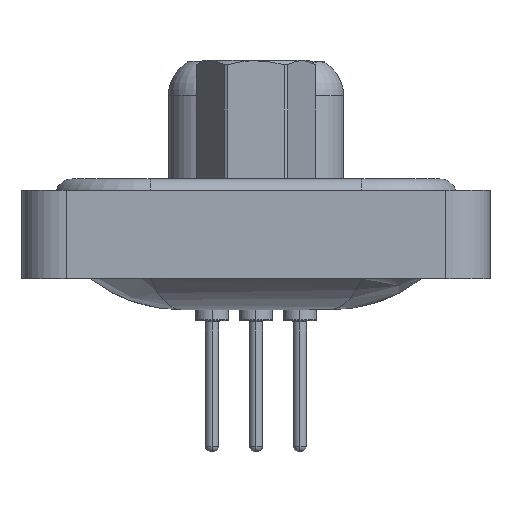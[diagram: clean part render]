
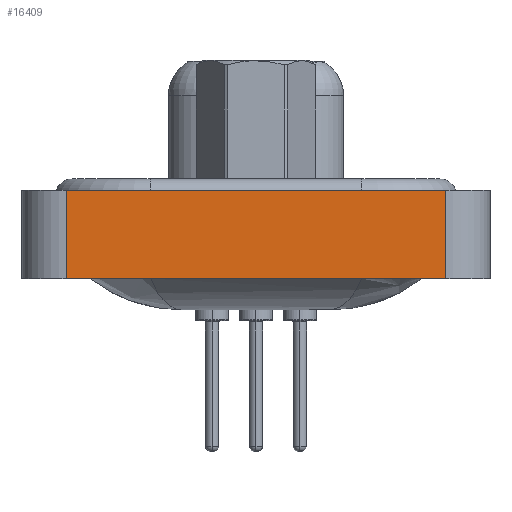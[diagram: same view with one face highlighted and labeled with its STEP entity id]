
A CAD part, left-side view. The second image highlights one B-rep face of the part: STEP entity #16409.
In plain terms, the highlighted planar face has unit normal (-1, 0, 0).
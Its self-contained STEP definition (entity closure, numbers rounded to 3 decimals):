
#194 = LINE ( 'NONE', #15715, #18435 ) ;
#1028 = DIRECTION ( 'NONE',  ( 0., 0., 1. ) ) ;
#1302 = LINE ( 'NONE', #10499, #20293 ) ;
#2072 = LINE ( 'NONE', #16959, #25907 ) ;
#2169 = ORIENTED_EDGE ( 'NONE', *, *, #22068, .T. ) ;
#3367 = EDGE_CURVE ( 'NONE', #11655, #7313, #2072, .T. ) ;
#3872 = AXIS2_PLACEMENT_3D ( 'NONE', #10332, #26969, #12714 ) ;
#7313 = VERTEX_POINT ( 'NONE', #28342 ) ;
#9446 = CARTESIAN_POINT ( 'NONE',  ( -7.285, 8.55, -3.6 ) ) ;
#9918 = ORIENTED_EDGE ( 'NONE', *, *, #3367, .T. ) ;
#10224 = PLANE ( 'NONE',  #3872 ) ;
#10332 = CARTESIAN_POINT ( 'NONE',  ( -7.285, -8.55, -3.6 ) ) ;
#10499 = CARTESIAN_POINT ( 'NONE',  ( -7.285, 8.55, -3.6 ) ) ;
#11300 = EDGE_CURVE ( 'NONE', #11655, #24456, #1302, .T. ) ;
#11655 = VERTEX_POINT ( 'NONE', #9446 ) ;
#12714 = DIRECTION ( 'NONE',  ( 0., 0., 1. ) ) ;
#15715 = CARTESIAN_POINT ( 'NONE',  ( -7.285, -8.55, 0.4 ) ) ;
#16339 = ORIENTED_EDGE ( 'NONE', *, *, #11300, .F. ) ;
#16409 = ADVANCED_FACE ( 'NONE', ( #19706 ), #10224, .T. ) ;
#16959 = CARTESIAN_POINT ( 'NONE',  ( -7.285, -8.55, -3.6 ) ) ;
#17001 = VERTEX_POINT ( 'NONE', #17146 ) ;
#17069 = DIRECTION ( 'NONE',  ( 0., -1., 0. ) ) ;
#17146 = CARTESIAN_POINT ( 'NONE',  ( -7.285, -8.55, 0.4 ) ) ;
#17211 = CARTESIAN_POINT ( 'NONE',  ( -7.285, 8.55, 0.4 ) ) ;
#17405 = LINE ( 'NONE', #23735, #29328 ) ;
#18240 = EDGE_LOOP ( 'NONE', ( #2169, #21275, #16339, #9918 ) ) ;
#18435 = VECTOR ( 'NONE', #22812, 1000. ) ;
#19706 = FACE_OUTER_BOUND ( 'NONE', #18240, .T. ) ;
#20293 = VECTOR ( 'NONE', #1028, 1000. ) ;
#21275 = ORIENTED_EDGE ( 'NONE', *, *, #24089, .F. ) ;
#22068 = EDGE_CURVE ( 'NONE', #7313, #17001, #17405, .T. ) ;
#22812 = DIRECTION ( 'NONE',  ( 0., -1., 0. ) ) ;
#23735 = CARTESIAN_POINT ( 'NONE',  ( -7.285, -8.55, -3.6 ) ) ;
#24089 = EDGE_CURVE ( 'NONE', #24456, #17001, #194, .T. ) ;
#24456 = VERTEX_POINT ( 'NONE', #17211 ) ;
#25907 = VECTOR ( 'NONE', #17069, 1000. ) ;
#26969 = DIRECTION ( 'NONE',  ( -1., 0., 0. ) ) ;
#28342 = CARTESIAN_POINT ( 'NONE',  ( -7.285, -8.55, -3.6 ) ) ;
#29328 = VECTOR ( 'NONE', #30843, 1000. ) ;
#30843 = DIRECTION ( 'NONE',  ( 0., 0., 1. ) ) ;
